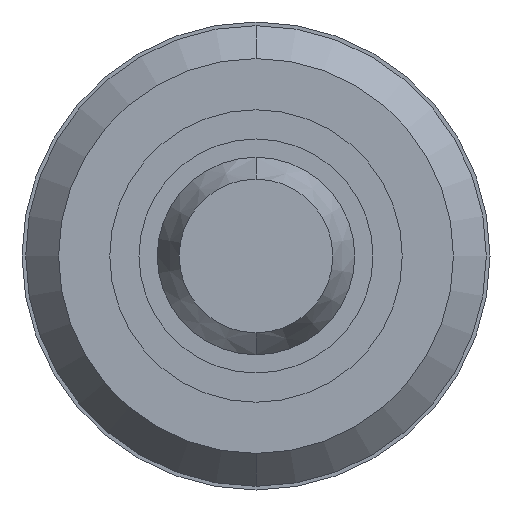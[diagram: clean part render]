
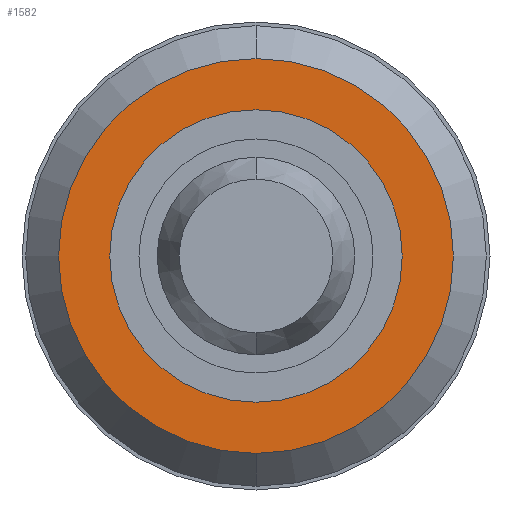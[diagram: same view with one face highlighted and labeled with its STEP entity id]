
A CAD part, front view. The second image highlights one B-rep face of the part: STEP entity #1582.
In plain terms, the highlighted planar face has unit normal (0, -1, 0).
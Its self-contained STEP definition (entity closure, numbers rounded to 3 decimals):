
#57=CARTESIAN_POINT('',(0.,-2.85,0.));
#58=DIRECTION('',(0.,1.,0.));
#59=DIRECTION('',(0.,0.,-1.));
#60=AXIS2_PLACEMENT_3D('',#57,#58,#59);
#62=CARTESIAN_POINT('',(0.,-2.85,0.));
#63=DIRECTION('',(0.,1.,0.));
#64=DIRECTION('',(0.,0.,1.));
#65=AXIS2_PLACEMENT_3D('',#62,#63,#64);
#67=CARTESIAN_POINT('',(0.,-2.85,0.));
#68=DIRECTION('',(0.,1.,0.));
#69=DIRECTION('',(0.,0.,-1.));
#70=AXIS2_PLACEMENT_3D('',#67,#68,#69);
#76=CARTESIAN_POINT('',(0.,-2.85,0.));
#77=DIRECTION('',(0.,-1.,0.));
#78=DIRECTION('',(0.,0.,-1.));
#79=AXIS2_PLACEMENT_3D('',#76,#77,#78);
#1209=CARTESIAN_POINT('',(0.,-2.85,-2.7));
#1211=VERTEX_POINT('',#1209);
#1241=CARTESIAN_POINT('',(0.,-2.85,2.7));
#1243=VERTEX_POINT('',#1241);
#1279=CARTESIAN_POINT('',(0.,-2.85,-2.));
#1280=CARTESIAN_POINT('',(0.,-2.85,2.));
#1281=VERTEX_POINT('',#1279);
#1282=VERTEX_POINT('',#1280);
#1565=CARTESIAN_POINT('',(0.,-2.85,0.));
#1566=DIRECTION('',(0.,1.,0.));
#1567=DIRECTION('',(0.,0.,-1.));
#1568=AXIS2_PLACEMENT_3D('',#1565,#1566,#1567);
#1569=PLANE('',#1568);
#1571=ORIENTED_EDGE('',*,*,#1570,.T.);
#1573=ORIENTED_EDGE('',*,*,#1572,.F.);
#1574=EDGE_LOOP('',(#1571,#1573));
#1575=FACE_OUTER_BOUND('',#1574,.F.);
#1577=ORIENTED_EDGE('',*,*,#1576,.F.);
#1579=ORIENTED_EDGE('',*,*,#1578,.F.);
#1580=EDGE_LOOP('',(#1577,#1579));
#1581=FACE_BOUND('',#1580,.F.);
#61=CIRCLE('',#60,2.);
#66=CIRCLE('',#65,2.);
#71=CIRCLE('',#70,2.7);
#80=CIRCLE('',#79,2.7);
#1570=EDGE_CURVE('',#1211,#1243,#71,.T.);
#1572=EDGE_CURVE('',#1211,#1243,#80,.T.);
#1576=EDGE_CURVE('',#1281,#1282,#61,.T.);
#1578=EDGE_CURVE('',#1282,#1281,#66,.T.);
#1582=ADVANCED_FACE('',(#1575,#1581),#1569,.F.);
